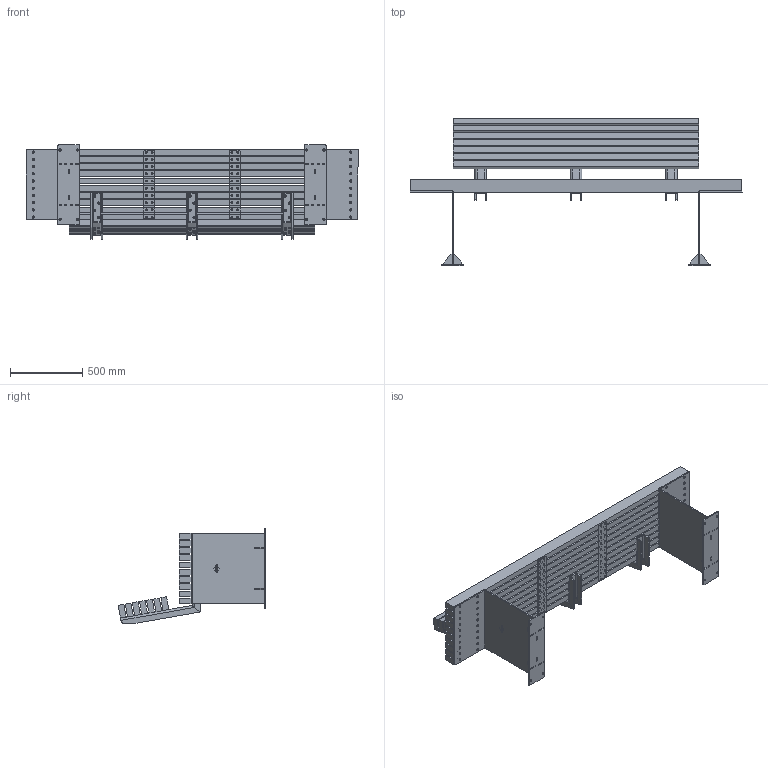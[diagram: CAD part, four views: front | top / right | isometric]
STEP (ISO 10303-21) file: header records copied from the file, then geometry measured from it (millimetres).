
FILE_DESCRIPTION (( 'STEP AP203' ), '1' );
FILE_NAME ('BOBE_2300SB.STEP', '2022-01-18T15:37:56', ( '' ), ( '' ), 'SwSTEP 2.0', 'SolidWorks 2021', '' );
FILE_SCHEMA (( 'CONFIG_CONTROL_DESIGN' ));
Length unit declared in the file: millimetre
Products named in the file (13): BOBE_Backrest profile 2; BOBE_Wood 1700 Backrest; BOBE_Base 490; BOBE_Single Backrest metal; BOBE_Wood 2300; BOBE_Single Backrest-1700; BOBE_Floor plate 490; BOBE_Reinf strip 490; FURNS Brandtag sticker; BOBE_Backrest profile 1 test; BOBE_Floor plate reinf; BOBE_Side plate 490; BOBE_2300SB
Assembly tree (34 placements, depth 4):
  BOBE_2300SB
    BOBE_Base 490  x2
      BOBE_Side plate 490
      BOBE_Floor plate 490
      BOBE_Floor plate reinf
    BOBE_Wood 2300  x10
    BOBE_Single Backrest-1700
      BOBE_Single Backrest metal  x3
        BOBE_Backrest profile 1 test
        BOBE_Backrest profile 2
      BOBE_Wood 1700 Backrest  x7
    FURNS Brandtag sticker
    BOBE_Reinf strip 490  x2
Bounding box: 2300 x 1022.96 x 652.11 mm (x, y, z)
Volume: 134474027.1 mm3; surface area: 12039497.8 mm2
Topology: 38 solids, 38 shells, 1463 faces, 3721 edges, 2354 vertices
Faces by surface type: plane 710, cylinder 387, cone 268, bspline 98
Entity records: 25633 total; most frequent: CARTESIAN_POINT 5332, ORIENTED_EDGE 3888, DIRECTION 3570, EDGE_CURVE 1944, LINE 1334, VECTOR 1334, VERTEX_POINT 1244, AXIS2_PLACEMENT_3D 1118
